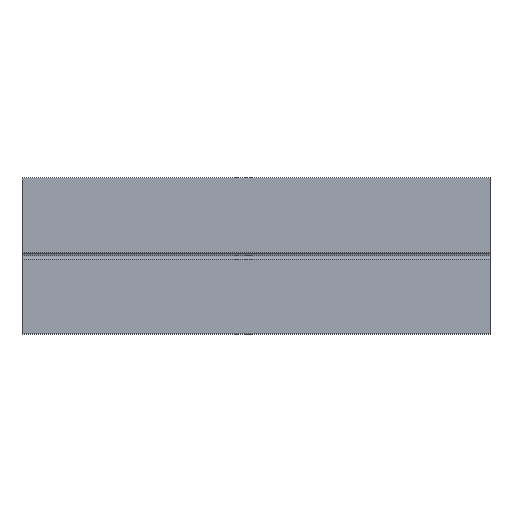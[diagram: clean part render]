
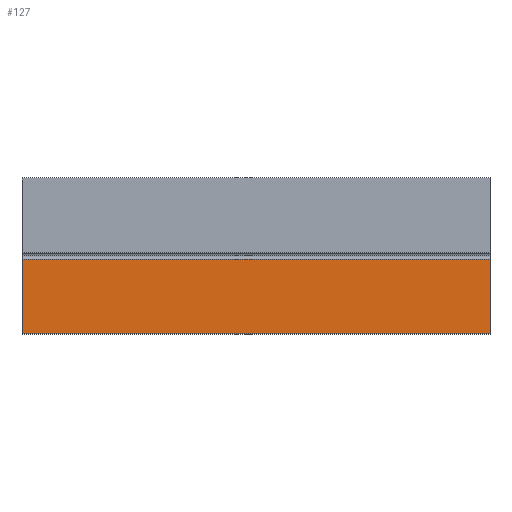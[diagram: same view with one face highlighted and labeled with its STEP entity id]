
A CAD part, top view. The second image highlights one B-rep face of the part: STEP entity #127.
In plain terms, the highlighted planar face has unit normal (0, 0, 1).
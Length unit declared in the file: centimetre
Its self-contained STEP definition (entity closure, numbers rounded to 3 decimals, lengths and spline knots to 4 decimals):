
#12 = LINE ( 'NONE', #355, #73 ) ;
#48 = DIRECTION ( 'NONE',  ( 1., 0., 0. ) ) ;
#53 = EDGE_CURVE ( 'NONE', #401, #185, #12, .T. ) ;
#70 = DIRECTION ( 'NONE',  ( 1., 0., 0. ) ) ;
#73 = VECTOR ( 'NONE', #201, 100. ) ;
#82 = PLANE ( 'NONE',  #140 ) ;
#86 = ORIENTED_EDGE ( 'NONE', *, *, #53, .F. ) ;
#88 = VECTOR ( 'NONE', #70, 100. ) ;
#96 = LINE ( 'NONE', #337, #121 ) ;
#97 = ORIENTED_EDGE ( 'NONE', *, *, #357, .T. ) ;
#106 = CARTESIAN_POINT ( 'NONE',  ( -9.4067, -2.2368, 1.5 ) ) ;
#119 = EDGE_LOOP ( 'NONE', ( #86, #97, #268, #154 ) ) ;
#121 = VECTOR ( 'NONE', #346, 100. ) ;
#127 = ADVANCED_FACE ( 'NONE', ( #203 ), #82, .T. ) ;
#130 = CARTESIAN_POINT ( 'NONE',  ( -9.4067, -2.2368, 1.5 ) ) ;
#140 = AXIS2_PLACEMENT_3D ( 'NONE', #331, #361, #48 ) ;
#144 = CARTESIAN_POINT ( 'NONE',  ( 20.5933, 2.5632, 1.5 ) ) ;
#154 = ORIENTED_EDGE ( 'NONE', *, *, #273, .T. ) ;
#180 = CARTESIAN_POINT ( 'NONE',  ( -9.4067, 2.5632, 1.5 ) ) ;
#185 = VERTEX_POINT ( 'NONE', #144 ) ;
#201 = DIRECTION ( 'NONE',  ( 1., 0., 0. ) ) ;
#203 = FACE_OUTER_BOUND ( 'NONE', #119, .T. ) ;
#206 = VERTEX_POINT ( 'NONE', #322 ) ;
#226 = DIRECTION ( 'NONE',  ( 0., 1., 0. ) ) ;
#268 = ORIENTED_EDGE ( 'NONE', *, *, #319, .T. ) ;
#273 = EDGE_CURVE ( 'NONE', #206, #185, #292, .T. ) ;
#276 = VERTEX_POINT ( 'NONE', #106 ) ;
#292 = LINE ( 'NONE', #353, #307 ) ;
#307 = VECTOR ( 'NONE', #226, 100. ) ;
#319 = EDGE_CURVE ( 'NONE', #276, #206, #323, .T. ) ;
#322 = CARTESIAN_POINT ( 'NONE',  ( 20.5933, -2.2368, 1.5 ) ) ;
#323 = LINE ( 'NONE', #130, #88 ) ;
#331 = CARTESIAN_POINT ( 'NONE',  ( 0., 0., 1.5 ) ) ;
#337 = CARTESIAN_POINT ( 'NONE',  ( -9.4067, 7.7632, 1.5 ) ) ;
#346 = DIRECTION ( 'NONE',  ( 0., -1., 0. ) ) ;
#353 = CARTESIAN_POINT ( 'NONE',  ( 20.5933, 7.7632, 1.5 ) ) ;
#355 = CARTESIAN_POINT ( 'NONE',  ( -9.4067, 2.5632, 1.5 ) ) ;
#357 = EDGE_CURVE ( 'NONE', #401, #276, #96, .T. ) ;
#361 = DIRECTION ( 'NONE',  ( 0., 0., 1. ) ) ;
#401 = VERTEX_POINT ( 'NONE', #180 ) ;
